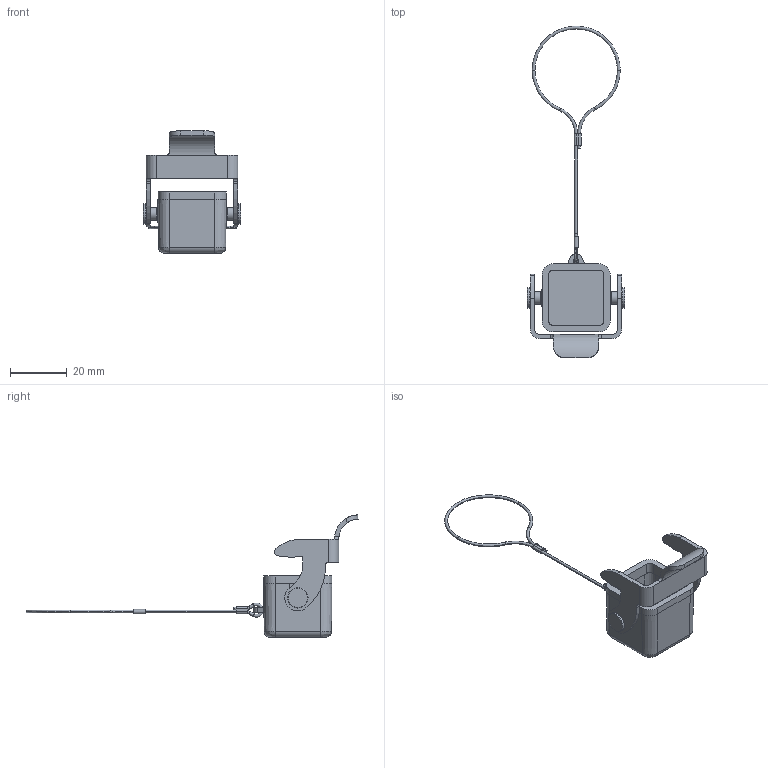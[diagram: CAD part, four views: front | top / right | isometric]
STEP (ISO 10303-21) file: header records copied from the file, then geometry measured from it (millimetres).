
FILE_DESCRIPTION(/* description */ (''),/* implementation_level */ '2;1');
FILE_NAME(/* name */ 'H3A-MCV-1L-1F.stp',/* time_stamp */ '2022-10-20T18:03:00+08:00',/* author */ (''),/* organization */ (''),/* preprocessor_version */ 'ST-DEVELOPER v16',/* originating_system */ 'SIEMENS PLM Software NX 10.0',/* authorisation */ '');
FILE_SCHEMA (('AP203_CONFIGURATION_CONTROLLED_3D_DESIGN_OF_MECHANICAL_PARTS_AND_ASSEMBLIES_MIM_LF { 1 0 10303 403 2 1 2}'));
Length unit declared in the file: millimetre
Products named in the file (1): Admi62B47F301pnv
Bounding box: 34.3 x 116.83 x 42.99 mm (x, y, z)
Volume: 4914.5 mm3; surface area: 8327.2 mm2
Topology: 2 solids, 2 shells, 204 faces, 506 edges, 323 vertices
Faces by surface type: plane 85, cylinder 73, torus 22, bspline 12, cone 12
Full cylindrical faces by diameter (mm): 1.8 x1, 2.3 x2, 3 x2, 3.05 x2, 4.4 x2, 5 x2, 7.2 x2
Entity records: 6714 total; most frequent: CARTESIAN_POINT 1841, DIRECTION 1013, ORIENTED_EDGE 958, EDGE_CURVE 479, AXIS2_PLACEMENT_3D 386, VERTEX_POINT 317, EDGE_LOOP 250, LINE 241
